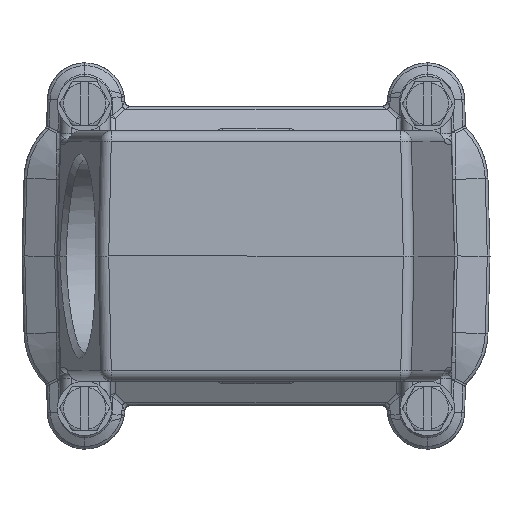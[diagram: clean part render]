
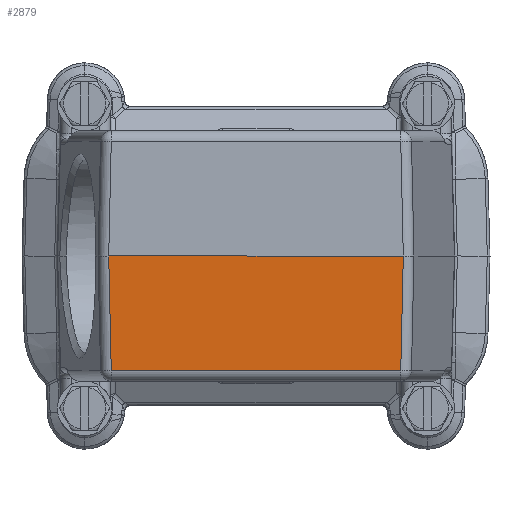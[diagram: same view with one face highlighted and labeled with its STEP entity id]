
A CAD part, front view. The second image highlights one B-rep face of the part: STEP entity #2879.
In plain terms, the highlighted planar face has unit normal (0, -1, -0.026).
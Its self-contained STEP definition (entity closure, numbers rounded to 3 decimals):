
#2879=ADVANCED_FACE('',(#4124),#3615,.T.);
#3615=PLANE('',#16794);
#4124=FACE_OUTER_BOUND('',#5049,.T.);
#5049=EDGE_LOOP('',(#7832,#7833,#7834,#7835));
#7832=ORIENTED_EDGE('',*,*,#13151,.T.);
#7833=ORIENTED_EDGE('',*,*,#13141,.F.);
#7834=ORIENTED_EDGE('',*,*,#13150,.T.);
#7835=ORIENTED_EDGE('',*,*,#13152,.F.);
#11540=VERTEX_POINT('',#26944);
#11541=VERTEX_POINT('',#26949);
#11545=VERTEX_POINT('',#26962);
#11547=VERTEX_POINT('',#26971);
#13141=EDGE_CURVE('',#11541,#11540,#14842,.T.);
#13150=EDGE_CURVE('',#11541,#11545,#14846,.T.);
#13151=EDGE_CURVE('',#11547,#11540,#14847,.T.);
#13152=EDGE_CURVE('',#11547,#11545,#14848,.T.);
#14842=LINE('',#26950,#15741);
#14846=LINE('',#26968,#15745);
#14847=LINE('',#26970,#15746);
#14848=LINE('',#26972,#15747);
#15741=VECTOR('',#18782,1.);
#15745=VECTOR('',#18804,1.);
#15746=VECTOR('',#18807,1.);
#15747=VECTOR('',#18808,1.);
#16794=AXIS2_PLACEMENT_3D('',#26973,#18809,#18810);
#18782=DIRECTION('',(-1.,0.,0.));
#18804=DIRECTION('',(0.022,-0.026,0.999));
#18807=DIRECTION('',(0.022,0.026,-0.999));
#18808=DIRECTION('',(1.,0.,0.));
#18809=DIRECTION('',(0.,-1.,-0.026));
#18810=DIRECTION('',(0.,-0.026,1.));
#26944=CARTESIAN_POINT('',(-118.144,-33.454,-21.052));
#26949=CARTESIAN_POINT('',(-64.941,-33.454,-21.052));
#26950=CARTESIAN_POINT('',(-91.542,-33.454,-21.052));
#26962=CARTESIAN_POINT('',(-64.478,-34.005,0.));
#26968=CARTESIAN_POINT('',(-64.72,-33.717,-10.993));
#26970=CARTESIAN_POINT('',(-118.362,-33.714,-11.115));
#26971=CARTESIAN_POINT('',(-118.606,-34.005,0.));
#26972=CARTESIAN_POINT('',(-118.606,-34.005,0.));
#26973=CARTESIAN_POINT('',(-91.542,-33.729,-10.526));
